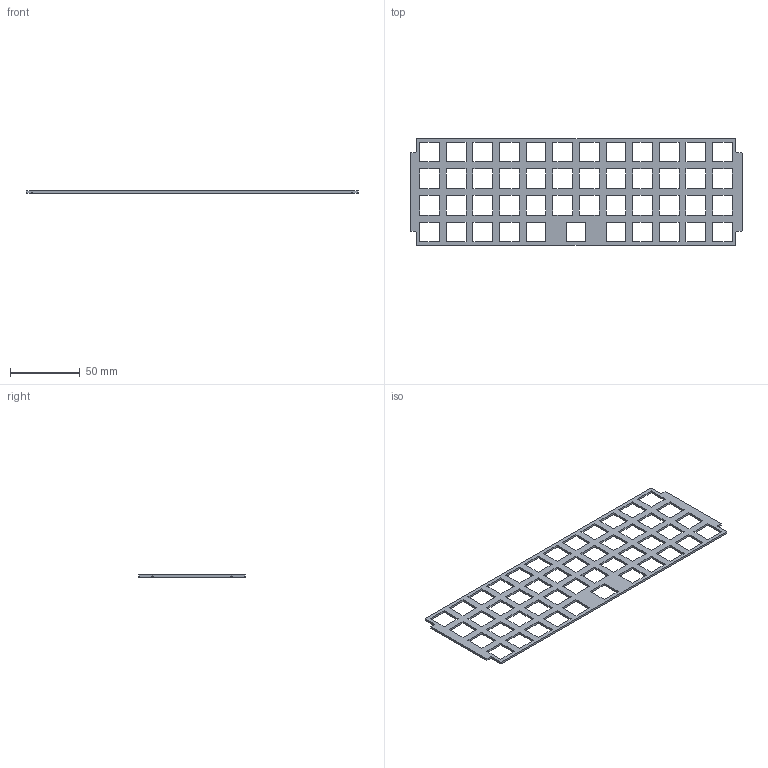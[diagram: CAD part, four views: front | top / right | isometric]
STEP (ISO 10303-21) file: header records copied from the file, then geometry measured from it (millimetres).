
FILE_DESCRIPTION(('KiCad electronic assembly'),'2;1');
FILE_NAME('switch_plate.step','2025-09-29T14:25:53',('Pcbnew'),('Kicad') ,'Open CASCADE STEP processor 7.8','KiCad to STEP converter','Unknown' );
FILE_SCHEMA(('AUTOMOTIVE_DESIGN { 1 0 10303 214 1 1 1 1 }'));
Length unit declared in the file: millimetre
Products named in the file (2): switch_plate 1; switch_plate_PCB
Assembly tree (1 placements, depth 2):
  switch_plate 1
    switch_plate_PCB
Bounding box: 237.5 x 76.5 x 1.51 mm (x, y, z)
Volume: 13065.3 mm3; surface area: 22253 mm2
Topology: 1 solids, 1 shells, 214 faces, 636 edges, 424 vertices
Faces by surface type: plane 202, cylinder 12
Entity records: 7269 total; most frequent: CARTESIAN_POINT 1276, ORIENTED_EDGE 1272, DIRECTION 1092, EDGE_CURVE 636, LINE 612, VECTOR 612, VERTEX_POINT 424, FACE_BOUND 308
